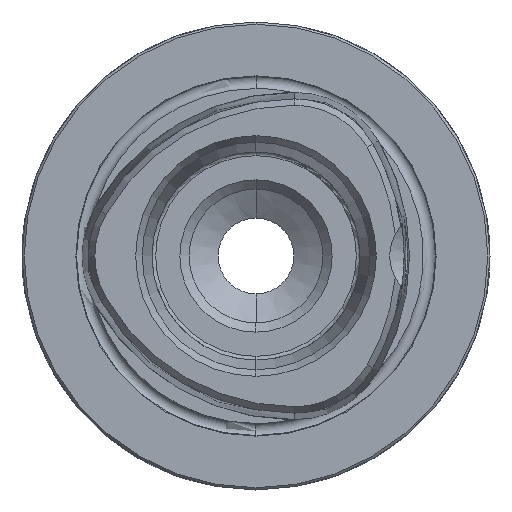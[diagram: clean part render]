
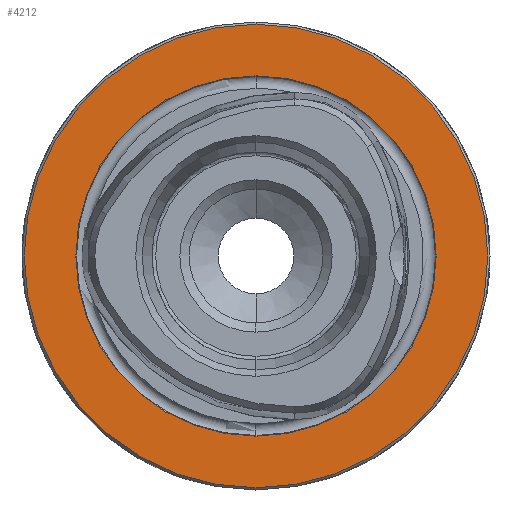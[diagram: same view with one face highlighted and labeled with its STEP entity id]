
A CAD part, left-side view. The second image highlights one B-rep face of the part: STEP entity #4212.
In plain terms, the highlighted planar face has unit normal (-1, 0, 0).
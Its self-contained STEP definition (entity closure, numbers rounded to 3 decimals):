
#79 = VERTEX_POINT ( 'NONE', #1586 ) ;
#96 = CIRCLE ( 'NONE', #2939, 31.2 ) ;
#152 = CARTESIAN_POINT ( 'NONE',  ( 0., 0., 24.25 ) ) ;
#383 = VERTEX_POINT ( 'NONE', #152 ) ;
#389 = EDGE_CURVE ( 'NONE', #79, #1452, #96, .T. ) ;
#441 = CARTESIAN_POINT ( 'NONE',  ( 0., 0., -31.2 ) ) ;
#634 = FACE_BOUND ( 'NONE', #2022, .T. ) ;
#636 = ORIENTED_EDGE ( 'NONE', *, *, #1444, .F. ) ;
#723 = EDGE_LOOP ( 'NONE', ( #2205, #4061 ) ) ;
#887 = DIRECTION ( 'NONE',  ( 0., 0., 1. ) ) ;
#1042 = EDGE_CURVE ( 'NONE', #383, #2345, #4395, .T. ) ;
#1187 = ORIENTED_EDGE ( 'NONE', *, *, #1042, .F. ) ;
#1365 = PLANE ( 'NONE',  #4875 ) ;
#1443 = DIRECTION ( 'NONE',  ( 0., 0., 1. ) ) ;
#1444 = EDGE_CURVE ( 'NONE', #2345, #383, #3136, .T. ) ;
#1452 = VERTEX_POINT ( 'NONE', #441 ) ;
#1556 = AXIS2_PLACEMENT_3D ( 'NONE', #3724, #4829, #1443 ) ;
#1559 = AXIS2_PLACEMENT_3D ( 'NONE', #3896, #3942, #3468 ) ;
#1586 = CARTESIAN_POINT ( 'NONE',  ( 0., 0., 31.2 ) ) ;
#1626 = DIRECTION ( 'NONE',  ( -1., 0., 0. ) ) ;
#1787 = DIRECTION ( 'NONE',  ( 0., 0., -1. ) ) ;
#2022 = EDGE_LOOP ( 'NONE', ( #1187, #636 ) ) ;
#2151 = CARTESIAN_POINT ( 'NONE',  ( 0., 24.25, 0. ) ) ;
#2205 = ORIENTED_EDGE ( 'NONE', *, *, #2981, .T. ) ;
#2345 = VERTEX_POINT ( 'NONE', #4892 ) ;
#2385 = DIRECTION ( 'NONE',  ( -1., 0., 0. ) ) ;
#2453 = DIRECTION ( 'NONE',  ( 0., 0., 1. ) ) ;
#2939 = AXIS2_PLACEMENT_3D ( 'NONE', #3535, #1626, #887 ) ;
#2981 = EDGE_CURVE ( 'NONE', #1452, #79, #4309, .T. ) ;
#3136 = CIRCLE ( 'NONE', #1559, 24.25 ) ;
#3468 = DIRECTION ( 'NONE',  ( 0., 0., 1. ) ) ;
#3532 = AXIS2_PLACEMENT_3D ( 'NONE', #4268, #2385, #2453 ) ;
#3535 = CARTESIAN_POINT ( 'NONE',  ( 0., 0., 0. ) ) ;
#3665 = DIRECTION ( 'NONE',  ( 1., 0., 0. ) ) ;
#3724 = CARTESIAN_POINT ( 'NONE',  ( 0., 0., 0. ) ) ;
#3896 = CARTESIAN_POINT ( 'NONE',  ( 0., 0., 0. ) ) ;
#3942 = DIRECTION ( 'NONE',  ( -1., 0., 0. ) ) ;
#4061 = ORIENTED_EDGE ( 'NONE', *, *, #389, .T. ) ;
#4212 = ADVANCED_FACE ( 'NONE', ( #634, #4754 ), #1365, .F. ) ;
#4268 = CARTESIAN_POINT ( 'NONE',  ( 0., 0., 0. ) ) ;
#4309 = CIRCLE ( 'NONE', #1556, 31.2 ) ;
#4395 = CIRCLE ( 'NONE', #3532, 24.25 ) ;
#4754 = FACE_OUTER_BOUND ( 'NONE', #723, .T. ) ;
#4829 = DIRECTION ( 'NONE',  ( -1., 0., 0. ) ) ;
#4875 = AXIS2_PLACEMENT_3D ( 'NONE', #2151, #3665, #1787 ) ;
#4892 = CARTESIAN_POINT ( 'NONE',  ( 0., 0., -24.25 ) ) ;
